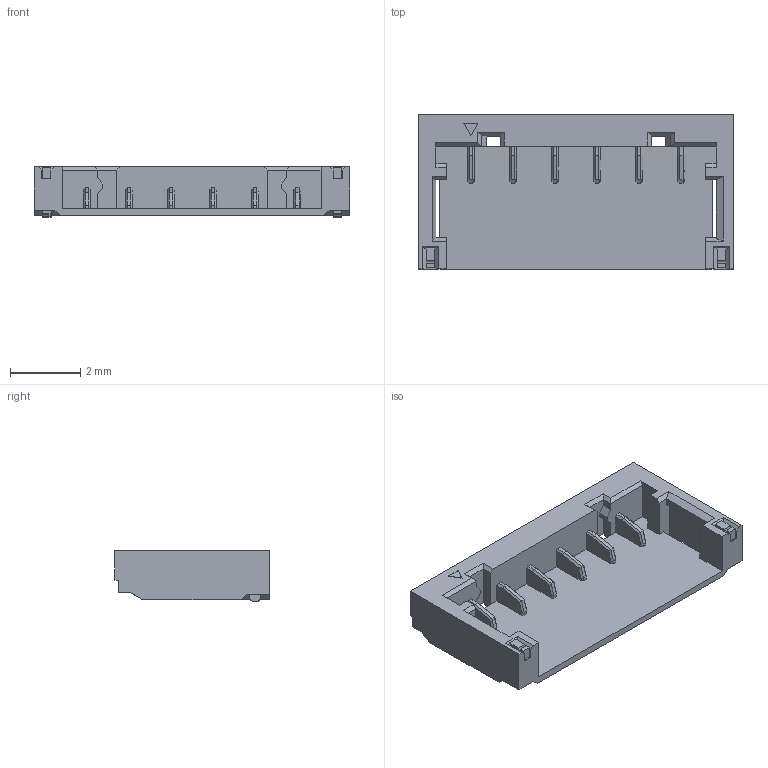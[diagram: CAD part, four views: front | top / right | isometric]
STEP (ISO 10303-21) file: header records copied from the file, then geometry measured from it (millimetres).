
FILE_DESCRIPTION(/* description */ (''),/* implementation_level */ '2;1');
FILE_NAME(/* name */ 'Part1.stp',/* time_stamp */ '2020-11-26T13:39:00+01:00',/* author */ ('Cheng'),/* organization */ ('EMC'),/* preprocessor_version */ 'ST-DEVELOPER v18.1',/* originating_system */ 'Autodesk Inventor 2021',/* authorisation */ '');
FILE_SCHEMA (('CONFIG_CONTROL_DESIGN'));
Length unit declared in the file: millimetre
Products named in the file (1): Part1
Bounding box: 9 x 4.4 x 1.45 mm (x, y, z)
Volume: 20.9 mm3; surface area: 134.7 mm2
Topology: 1 solids, 1 shells, 216 faces, 595 edges, 378 vertices
Faces by surface type: plane 206, cylinder 10
Entity records: 6971 total; most frequent: ORIENTED_EDGE 1190, CARTESIAN_POINT 1190, DIRECTION 1049, EDGE_CURVE 595, LINE 575, VECTOR 575, VERTEX_POINT 378, AXIS2_PLACEMENT_3D 237
